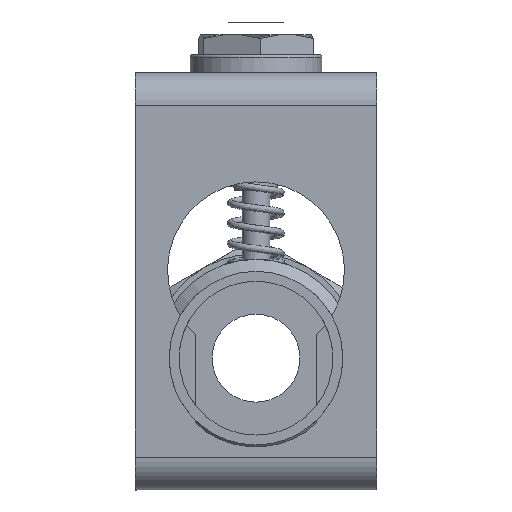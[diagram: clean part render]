
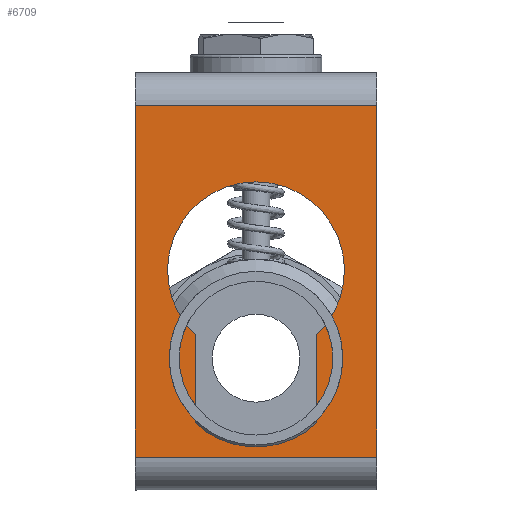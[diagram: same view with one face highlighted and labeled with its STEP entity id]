
A CAD part, front view. The second image highlights one B-rep face of the part: STEP entity #6709.
In plain terms, the highlighted planar face has unit normal (0, -1, 0).
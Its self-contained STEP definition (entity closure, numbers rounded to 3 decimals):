
#116=FACE_BOUND('',#1401,.T.);
#648=PLANE('',#7141);
#1000=FACE_OUTER_BOUND('',#1400,.T.);
#1400=EDGE_LOOP('',(#5852,#5853,#5854,#5855));
#1401=EDGE_LOOP('',(#5856,#5857,#5858,#5859));
#1834=LINE('',#14041,#2290);
#1840=LINE('',#14073,#2296);
#1845=LINE('',#14086,#2301);
#1858=LINE('',#14128,#2314);
#1861=LINE('',#14137,#2317);
#1864=LINE('',#14144,#2320);
#2290=VECTOR('',#8278,10.);
#2296=VECTOR('',#8302,10.);
#2301=VECTOR('',#8313,10.);
#2314=VECTOR('',#8364,10.);
#2317=VECTOR('',#8373,10.);
#2320=VECTOR('',#8382,10.);
#2506=CIRCLE('',#7136,8.05);
#2507=CIRCLE('',#7139,8.083);
#3082=VERTEX_POINT('',#14038);
#3083=VERTEX_POINT('',#14040);
#3091=VERTEX_POINT('',#14070);
#3092=VERTEX_POINT('',#14072);
#3108=VERTEX_POINT('',#14130);
#3109=VERTEX_POINT('',#14132);
#3110=VERTEX_POINT('',#14136);
#3111=VERTEX_POINT('',#14140);
#3982=EDGE_CURVE('',#3083,#3082,#1834,.T.);
#3995=EDGE_CURVE('',#3092,#3091,#1840,.T.);
#4002=EDGE_CURVE('',#3091,#3083,#1845,.T.);
#4023=EDGE_CURVE('',#3082,#3092,#1858,.T.);
#4025=EDGE_CURVE('',#3109,#3108,#2506,.T.);
#4027=EDGE_CURVE('',#3110,#3109,#1861,.T.);
#4029=EDGE_CURVE('',#3111,#3110,#2507,.T.);
#4031=EDGE_CURVE('',#3108,#3111,#1864,.T.);
#5852=ORIENTED_EDGE('',*,*,#4002,.T.);
#5853=ORIENTED_EDGE('',*,*,#3982,.T.);
#5854=ORIENTED_EDGE('',*,*,#4023,.T.);
#5855=ORIENTED_EDGE('',*,*,#3995,.T.);
#5856=ORIENTED_EDGE('',*,*,#4025,.T.);
#5857=ORIENTED_EDGE('',*,*,#4031,.T.);
#5858=ORIENTED_EDGE('',*,*,#4029,.T.);
#5859=ORIENTED_EDGE('',*,*,#4027,.T.);
#6709=ADVANCED_FACE('',(#1000,#116),#648,.F.);
#7136=AXIS2_PLACEMENT_3D('',#14133,#8368,#8369);
#7139=AXIS2_PLACEMENT_3D('',#14141,#8377,#8378);
#7141=AXIS2_PLACEMENT_3D('',#14145,#8383,#8384);
#8278=DIRECTION('',(0.,0.,1.));
#8302=DIRECTION('',(0.,0.,-1.));
#8313=DIRECTION('',(1.,0.,0.));
#8364=DIRECTION('',(-1.,0.,0.));
#8368=DIRECTION('center_axis',(0.,1.,0.));
#8369=DIRECTION('ref_axis',(0.689,0.,0.724));
#8373=DIRECTION('',(0.,0.,1.));
#8377=DIRECTION('center_axis',(0.,1.,0.));
#8378=DIRECTION('ref_axis',(-0.687,0.,0.727));
#8382=DIRECTION('',(0.,0.,-1.));
#8383=DIRECTION('center_axis',(0.,1.,0.));
#8384=DIRECTION('ref_axis',(-1.,0.,0.));
#14038=CARTESIAN_POINT('',(11.,6.5,23.));
#14040=CARTESIAN_POINT('',(11.,6.5,-9.));
#14041=CARTESIAN_POINT('',(11.,6.5,-12.));
#14070=CARTESIAN_POINT('',(-11.,6.5,-9.));
#14072=CARTESIAN_POINT('',(-11.,6.5,23.));
#14073=CARTESIAN_POINT('',(-11.,6.5,26.));
#14086=CARTESIAN_POINT('',(5.5,6.5,-9.));
#14128=CARTESIAN_POINT('',(5.5,6.5,23.));
#14130=CARTESIAN_POINT('',(5.55,6.5,2.169));
#14132=CARTESIAN_POINT('',(-5.55,6.5,2.169));
#14133=CARTESIAN_POINT('Origin',(0.,6.5,
8.));
#14136=CARTESIAN_POINT('',(-5.55,6.5,-5.876));
#14137=CARTESIAN_POINT('',(-5.55,6.5,4.585));
#14140=CARTESIAN_POINT('',(5.55,6.5,-5.876));
#14141=CARTESIAN_POINT('Origin',(0.,6.5,
0.));
#14144=CARTESIAN_POINT('',(5.55,6.5,0.562));
#14145=CARTESIAN_POINT('Origin',(0.,6.5,
7.));
